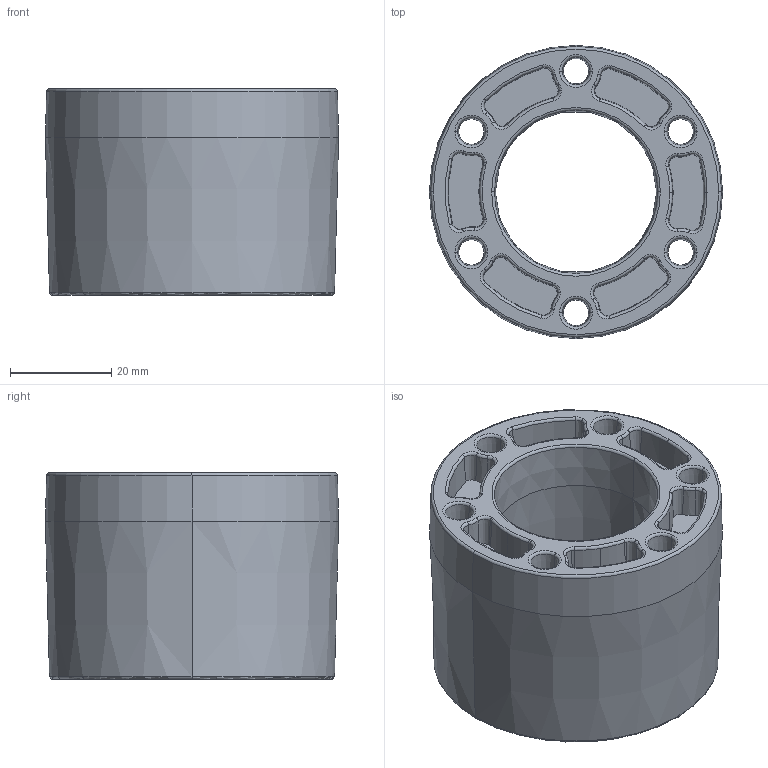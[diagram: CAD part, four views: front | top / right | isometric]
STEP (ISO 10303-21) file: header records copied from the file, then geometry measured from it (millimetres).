
FILE_DESCRIPTION (( 'STEP AP214' ), '1' );
FILE_NAME ('AM-0652 1.6 sprocket spacer.STEP', '2014-01-27T16:33:23', ( '' ), ( '' ), 'SwSTEP 2.0', 'SolidWorks 2010', '' );
FILE_SCHEMA (( 'AUTOMOTIVE_DESIGN' ));
Length unit declared in the file: inch
Products named in the file (1): AM-0652 1.6 sprocket spacer
Bounding box: 57.78 x 57.78 x 40.64 mm (x, y, z)
Volume: 46541.9 mm3; surface area: 29506.3 mm2
Topology: 2 solids, 2 shells, 300 faces, 757 edges, 461 vertices
Faces by surface type: cone 146, torus 144, plane 10
Entity records: 9375 total; most frequent: DIRECTION 1958, CARTESIAN_POINT 1537, ORIENTED_EDGE 1514, AXIS2_PLACEMENT_3D 906, EDGE_CURVE 757, CIRCLE 605, VERTEX_POINT 461, EDGE_LOOP 340
